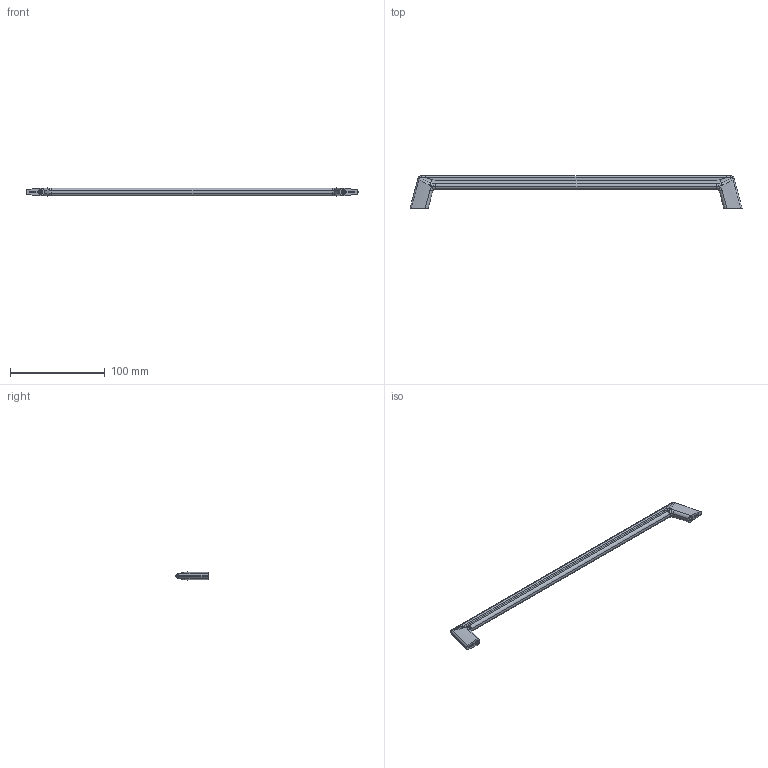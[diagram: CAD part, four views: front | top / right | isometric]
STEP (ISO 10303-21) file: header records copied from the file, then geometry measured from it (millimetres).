
FILE_DESCRIPTION(('Creo Elements/Direct Modeling STEP Export'),'2;1');
FILE_NAME('2472-350.stp','2020-11-03T14:50:05',(''),(''),'Creo Elements/Direct Modeling STEP processor for AP214 (Solid Model)','Creo Elements/Direct Modeling 20.0 12-Nov-2016 (C) Parametric Technology GmbH','');
FILE_SCHEMA(('AUTOMOTIVE_DESIGN { 1 0 10303 214 1 1 1 1 }'));
Length unit declared in the file: millimetre
Products named in the file (1): ZN-10786
Bounding box: 350.12 x 34 x 8.45 mm (x, y, z)
Volume: 31250.6 mm3; surface area: 14706.8 mm2
Topology: 1 solids, 1 shells, 421 faces, 1167 edges, 759 vertices
Faces by surface type: plane 322, cylinder 45, bspline 42, cone 8, torus 4
Entity records: 15013 total; most frequent: CARTESIAN_POINT 4623, ORIENTED_EDGE 2326, DIRECTION 1880, EDGE_CURVE 1163, VECTOR 972, LINE 972, VERTEX_POINT 759, AXIS2_PLACEMENT_3D 454
